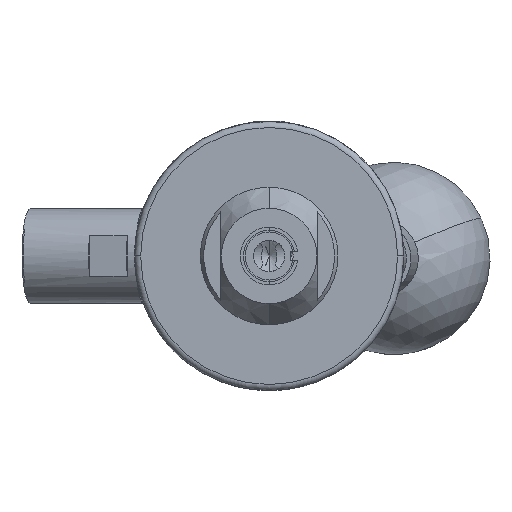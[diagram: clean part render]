
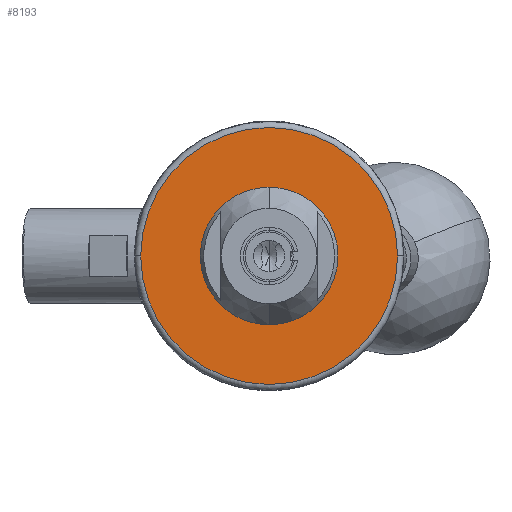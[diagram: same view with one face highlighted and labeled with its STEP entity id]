
A CAD part, left-side view. The second image highlights one B-rep face of the part: STEP entity #8193.
In plain terms, the highlighted planar face has unit normal (-1, 0, 0).
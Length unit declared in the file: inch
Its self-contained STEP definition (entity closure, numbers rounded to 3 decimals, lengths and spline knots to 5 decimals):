
#885 = EDGE_CURVE ( 'NONE', #14303, #14558, #13152, .T. ) ;
#1263 = DIRECTION ( 'NONE',  ( -1., 0., 0. ) ) ;
#1739 = VERTEX_POINT ( 'NONE', #2694 ) ;
#2291 = CARTESIAN_POINT ( 'NONE',  ( -3.907, 0., 0. ) ) ;
#2328 = DIRECTION ( 'NONE',  ( -1., 0., 0. ) ) ;
#2669 = PLANE ( 'NONE',  #13546 ) ;
#2694 = CARTESIAN_POINT ( 'NONE',  ( -3.907, -0.835, 0. ) ) ;
#2884 = ORIENTED_EDGE ( 'NONE', *, *, #11248, .T. ) ;
#3083 = DIRECTION ( 'NONE',  ( 0., -1., 0. ) ) ;
#3099 = VERTEX_POINT ( 'NONE', #12140 ) ;
#3220 = CIRCLE ( 'NONE', #5162, 0.835 ) ;
#3445 = CARTESIAN_POINT ( 'NONE',  ( -3.907, 0., 0. ) ) ;
#3981 = EDGE_LOOP ( 'NONE', ( #10114, #6718 ) ) ;
#4035 = DIRECTION ( 'NONE',  ( 0., -1., 0. ) ) ;
#4533 = CIRCLE ( 'NONE', #12102, 0.1985 ) ;
#4699 = DIRECTION ( 'NONE',  ( 0., 0., -1. ) ) ;
#5162 = AXIS2_PLACEMENT_3D ( 'NONE', #14370, #5284, #3083 ) ;
#5284 = DIRECTION ( 'NONE',  ( -1., 0., 0. ) ) ;
#6087 = AXIS2_PLACEMENT_3D ( 'NONE', #3445, #2328, #10588 ) ;
#6320 = CARTESIAN_POINT ( 'NONE',  ( -3.907, 0., 0.1985 ) ) ;
#6435 = DIRECTION ( 'NONE',  ( 1., 0., 0. ) ) ;
#6718 = ORIENTED_EDGE ( 'NONE', *, *, #885, .F. ) ;
#7943 = ORIENTED_EDGE ( 'NONE', *, *, #9870, .T. ) ;
#8193 = ADVANCED_FACE ( 'NONE', ( #12851, #10714 ), #2669, .F. ) ;
#8276 = CARTESIAN_POINT ( 'NONE',  ( -3.907, 0., 0. ) ) ;
#8572 = CARTESIAN_POINT ( 'NONE',  ( -3.907, -0.875, 0. ) ) ;
#9039 = CIRCLE ( 'NONE', #11620, 0.835 ) ;
#9153 = DIRECTION ( 'NONE',  ( -1., 0., 0. ) ) ;
#9870 = EDGE_CURVE ( 'NONE', #1739, #3099, #9039, .T. ) ;
#10114 = ORIENTED_EDGE ( 'NONE', *, *, #10140, .F. ) ;
#10140 = EDGE_CURVE ( 'NONE', #14558, #14303, #4533, .T. ) ;
#10588 = DIRECTION ( 'NONE',  ( 0., 0., -1. ) ) ;
#10714 = FACE_OUTER_BOUND ( 'NONE', #12377, .T. ) ;
#10858 = DIRECTION ( 'NONE',  ( 0., -1., 0. ) ) ;
#11248 = EDGE_CURVE ( 'NONE', #3099, #1739, #3220, .T. ) ;
#11620 = AXIS2_PLACEMENT_3D ( 'NONE', #8276, #9153, #4035 ) ;
#12102 = AXIS2_PLACEMENT_3D ( 'NONE', #2291, #1263, #4699 ) ;
#12140 = CARTESIAN_POINT ( 'NONE',  ( -3.907, 0.835, 0. ) ) ;
#12377 = EDGE_LOOP ( 'NONE', ( #7943, #2884 ) ) ;
#12851 = FACE_BOUND ( 'NONE', #3981, .T. ) ;
#13152 = CIRCLE ( 'NONE', #6087, 0.1985 ) ;
#13205 = CARTESIAN_POINT ( 'NONE',  ( -3.907, 0., -0.1985 ) ) ;
#13546 = AXIS2_PLACEMENT_3D ( 'NONE', #8572, #6435, #10858 ) ;
#14303 = VERTEX_POINT ( 'NONE', #6320 ) ;
#14370 = CARTESIAN_POINT ( 'NONE',  ( -3.907, 0., 0. ) ) ;
#14558 = VERTEX_POINT ( 'NONE', #13205 ) ;
